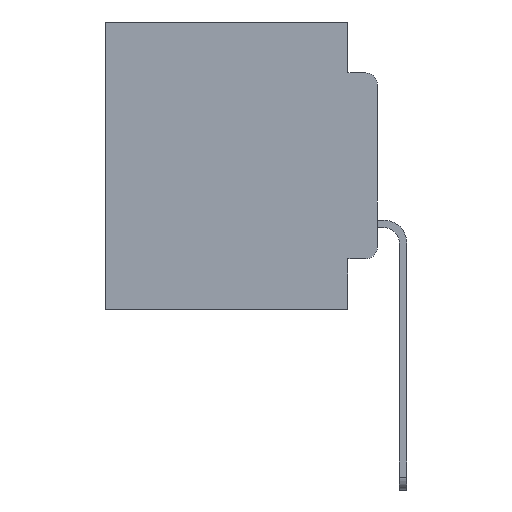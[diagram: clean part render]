
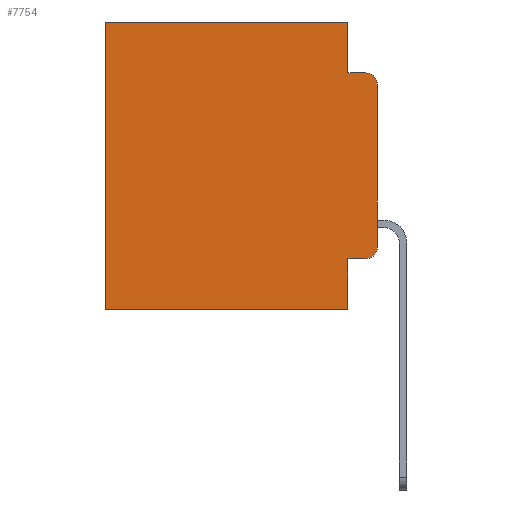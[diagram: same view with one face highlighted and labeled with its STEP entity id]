
A CAD part, left-side view. The second image highlights one B-rep face of the part: STEP entity #7754.
In plain terms, the highlighted planar face has unit normal (-1, 0, 0).
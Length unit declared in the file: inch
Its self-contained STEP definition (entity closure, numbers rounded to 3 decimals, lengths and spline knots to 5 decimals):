
#72 = VERTEX_POINT ( 'NONE', #26058 ) ;
#133 = AXIS2_PLACEMENT_3D ( 'NONE', #10343, #25032, #12428 ) ;
#251 = DIRECTION ( 'NONE',  ( -1., 0., 0. ) ) ;
#658 = EDGE_CURVE ( 'NONE', #20849, #12887, #18734, .T. ) ;
#944 = EDGE_CURVE ( 'NONE', #12887, #5789, #10783, .T. ) ;
#1043 = VERTEX_POINT ( 'NONE', #19010 ) ;
#1240 = EDGE_CURVE ( 'NONE', #20849, #11356, #17041, .T. ) ;
#1471 = VECTOR ( 'NONE', #19761, 39.37008 ) ;
#1560 = LINE ( 'NONE', #4498, #6838 ) ;
#2547 = VERTEX_POINT ( 'NONE', #12626 ) ;
#2783 = CARTESIAN_POINT ( 'NONE',  ( 0.298, 0., 0. ) ) ;
#3112 = ORIENTED_EDGE ( 'NONE', *, *, #21452, .F. ) ;
#3402 = CARTESIAN_POINT ( 'NONE',  ( 0.298, 0., 0. ) ) ;
#3498 = CIRCLE ( 'NONE', #14863, 0.02 ) ;
#4473 = ORIENTED_EDGE ( 'NONE', *, *, #22581, .T. ) ;
#4498 = CARTESIAN_POINT ( 'NONE',  ( 0.298, 0.473, 0. ) ) ;
#4769 = FACE_OUTER_BOUND ( 'NONE', #19749, .T. ) ;
#4850 = CARTESIAN_POINT ( 'NONE',  ( 0.298, 0., -0.5 ) ) ;
#5028 = VECTOR ( 'NONE', #25464, 39.37008 ) ;
#5619 = DIRECTION ( 'NONE',  ( 0., 0., -1. ) ) ;
#5714 = ORIENTED_EDGE ( 'NONE', *, *, #12171, .F. ) ;
#5789 = VERTEX_POINT ( 'NONE', #8704 ) ;
#6838 = VECTOR ( 'NONE', #21525, 39.37008 ) ;
#7445 = LINE ( 'NONE', #4850, #1471 ) ;
#7754 = ADVANCED_FACE ( 'NONE', ( #4769 ), #16268, .F. ) ;
#7958 = CARTESIAN_POINT ( 'NONE',  ( 0.298, 0.051, 0. ) ) ;
#8247 = VECTOR ( 'NONE', #15659, 39.37008 ) ;
#8704 = CARTESIAN_POINT ( 'NONE',  ( 0.298, 0.02, -0.0885 ) ) ;
#8900 = LINE ( 'NONE', #2783, #8247 ) ;
#9122 = AXIS2_PLACEMENT_3D ( 'NONE', #3402, #18387, #5619 ) ;
#9161 = VERTEX_POINT ( 'NONE', #10560 ) ;
#9576 = ORIENTED_EDGE ( 'NONE', *, *, #24262, .T. ) ;
#10343 = CARTESIAN_POINT ( 'NONE',  ( 0.298, 0.02, -0.1085 ) ) ;
#10560 = CARTESIAN_POINT ( 'NONE',  ( 0.298, 0.473, -0.5 ) ) ;
#10783 = LINE ( 'NONE', #16673, #25547 ) ;
#10976 = ORIENTED_EDGE ( 'NONE', *, *, #15783, .T. ) ;
#11356 = VERTEX_POINT ( 'NONE', #17489 ) ;
#12171 = EDGE_CURVE ( 'NONE', #72, #2547, #8900, .T. ) ;
#12428 = DIRECTION ( 'NONE',  ( 0., 0., -1. ) ) ;
#12535 = VERTEX_POINT ( 'NONE', #16976 ) ;
#12626 = CARTESIAN_POINT ( 'NONE',  ( 0.298, 0., -0.3915 ) ) ;
#12867 = CARTESIAN_POINT ( 'NONE',  ( 0.298, 0.051, -0.4115 ) ) ;
#12887 = VERTEX_POINT ( 'NONE', #20177 ) ;
#12988 = DIRECTION ( 'NONE',  ( 0., 1., 0. ) ) ;
#13376 = CARTESIAN_POINT ( 'NONE',  ( 0.298, 0.02, -0.3915 ) ) ;
#13529 = ORIENTED_EDGE ( 'NONE', *, *, #658, .F. ) ;
#14231 = ORIENTED_EDGE ( 'NONE', *, *, #25549, .F. ) ;
#14256 = VERTEX_POINT ( 'NONE', #18930 ) ;
#14303 = VECTOR ( 'NONE', #26866, 39.37008 ) ;
#14863 = AXIS2_PLACEMENT_3D ( 'NONE', #13376, #251, #15510 ) ;
#15510 = DIRECTION ( 'NONE',  ( 0., 0., -1. ) ) ;
#15659 = DIRECTION ( 'NONE',  ( 0., 0., -1. ) ) ;
#15783 = EDGE_CURVE ( 'NONE', #1043, #2547, #3498, .T. ) ;
#16268 = PLANE ( 'NONE',  #9122 ) ;
#16422 = LINE ( 'NONE', #12867, #5028 ) ;
#16673 = CARTESIAN_POINT ( 'NONE',  ( 0.298, 0.051, -0.0885 ) ) ;
#16976 = CARTESIAN_POINT ( 'NONE',  ( 0.298, 0.051, -0.4115 ) ) ;
#17041 = LINE ( 'NONE', #18546, #22615 ) ;
#17489 = CARTESIAN_POINT ( 'NONE',  ( 0.298, 0.473, 0. ) ) ;
#18073 = VECTOR ( 'NONE', #18650, 39.37008 ) ;
#18387 = DIRECTION ( 'NONE',  ( 1., 0., 0. ) ) ;
#18546 = CARTESIAN_POINT ( 'NONE',  ( 0.298, 0., 0. ) ) ;
#18640 = EDGE_CURVE ( 'NONE', #12535, #1043, #16422, .T. ) ;
#18650 = DIRECTION ( 'NONE',  ( 0., 0., -1. ) ) ;
#18734 = LINE ( 'NONE', #22779, #18073 ) ;
#18930 = CARTESIAN_POINT ( 'NONE',  ( 0.298, 0.051, -0.5 ) ) ;
#18962 = ORIENTED_EDGE ( 'NONE', *, *, #18640, .T. ) ;
#19010 = CARTESIAN_POINT ( 'NONE',  ( 0.298, 0.02, -0.4115 ) ) ;
#19749 = EDGE_LOOP ( 'NONE', ( #5714, #4473, #22619, #13529, #22817, #9576, #14231, #3112, #18962, #10976 ) ) ;
#19761 = DIRECTION ( 'NONE',  ( 0., 1., 0. ) ) ;
#19956 = LINE ( 'NONE', #7958, #14303 ) ;
#20177 = CARTESIAN_POINT ( 'NONE',  ( 0.298, 0.051, -0.0885 ) ) ;
#20849 = VERTEX_POINT ( 'NONE', #23009 ) ;
#21452 = EDGE_CURVE ( 'NONE', #12535, #14256, #19956, .T. ) ;
#21525 = DIRECTION ( 'NONE',  ( 0., 0., -1. ) ) ;
#22581 = EDGE_CURVE ( 'NONE', #72, #5789, #26402, .T. ) ;
#22615 = VECTOR ( 'NONE', #12988, 39.37008 ) ;
#22619 = ORIENTED_EDGE ( 'NONE', *, *, #944, .F. ) ;
#22779 = CARTESIAN_POINT ( 'NONE',  ( 0.298, 0.051, 0. ) ) ;
#22817 = ORIENTED_EDGE ( 'NONE', *, *, #1240, .T. ) ;
#23009 = CARTESIAN_POINT ( 'NONE',  ( 0.298, 0.051, 0. ) ) ;
#24262 = EDGE_CURVE ( 'NONE', #11356, #9161, #1560, .T. ) ;
#25032 = DIRECTION ( 'NONE',  ( -1., 0., 0. ) ) ;
#25464 = DIRECTION ( 'NONE',  ( 0., -1., 0. ) ) ;
#25547 = VECTOR ( 'NONE', #25816, 39.37008 ) ;
#25549 = EDGE_CURVE ( 'NONE', #14256, #9161, #7445, .T. ) ;
#25816 = DIRECTION ( 'NONE',  ( 0., -1., 0. ) ) ;
#26058 = CARTESIAN_POINT ( 'NONE',  ( 0.298, 0., -0.1085 ) ) ;
#26402 = CIRCLE ( 'NONE', #133, 0.02 ) ;
#26866 = DIRECTION ( 'NONE',  ( 0., 0., -1. ) ) ;
